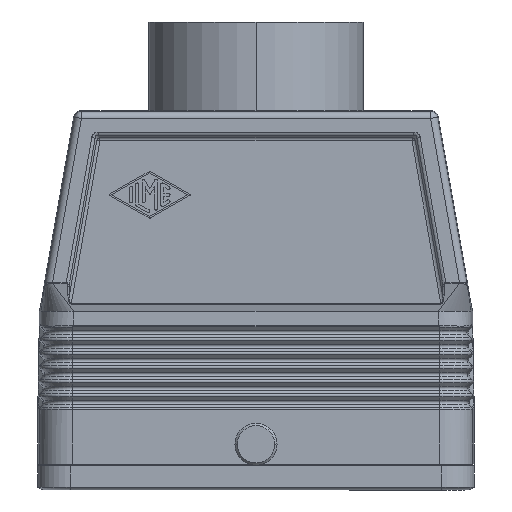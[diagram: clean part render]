
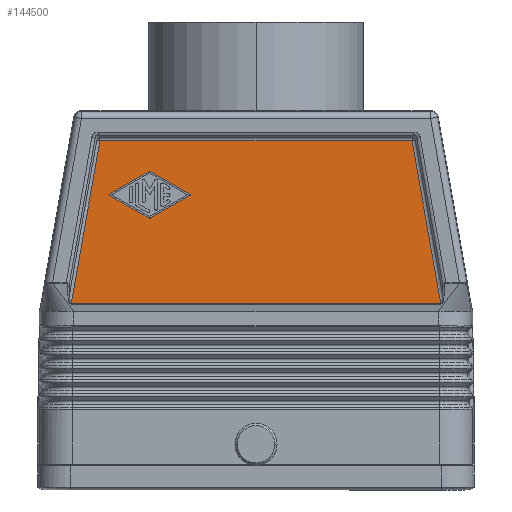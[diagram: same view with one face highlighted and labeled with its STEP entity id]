
A CAD part, left-side view. The second image highlights one B-rep face of the part: STEP entity #144500.
In plain terms, the highlighted planar face has unit normal (-1, 0, 0).
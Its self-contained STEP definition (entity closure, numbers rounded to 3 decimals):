
#86160=CARTESIAN_POINT('',(374.083,-12.317,
48.893));
#86170=DIRECTION('',(1.,0.,0.));
#86180=DIRECTION('',(0.,1.,0.));
#86190=AXIS2_PLACEMENT_3D('',#86160,#86170,#86180);
#86200=PLANE('',#86190);
#137530=CARTESIAN_POINT('',(374.083,56.725,
34.925));
#137540=VERTEX_POINT('',#137530);
#137570=CARTESIAN_POINT('',(374.083,-2.633,
34.925));
#137580=DIRECTION('',(0.,-1.,0.));
#137590=VECTOR('',#137580,1.);
#137600=LINE('',#137570,#137590);
#137610=CARTESIAN_POINT('',(374.083,-22.413,
34.925));
#137620=VERTEX_POINT('',#137610);
#137630=EDGE_CURVE('',#137540,#137620,#137600,.T.);
#141770=CARTESIAN_POINT('',(374.083,-16.265,
69.818));
#141780=VERTEX_POINT('',#141770);
#141830=CARTESIAN_POINT('',(374.083,44.373,
69.818));
#141840=DIRECTION('',(0.,1.,0.));
#141850=VECTOR('',#141840,1.);
#141860=LINE('',#141830,#141850);
#141870=CARTESIAN_POINT('',(374.083,50.578,
69.818));
#141880=VERTEX_POINT('',#141870);
#141890=EDGE_CURVE('',#141780,#141880,#141860,.T.);
#143020=CARTESIAN_POINT('',(374.083,-26.411,
12.233));
#143030=DIRECTION('',(0.,-0.174,-0.985));
#143040=VECTOR('',#143030,1.);
#143050=LINE('',#143020,#143040);
#143060=EDGE_CURVE('',#141780,#137620,#143050,.T.);
#143690=ORIENTED_EDGE('',*,*,#137630,.T.);
#143700=CARTESIAN_POINT('',(374.083,60.723,
12.233));
#143710=DIRECTION('',(0.,0.174,-0.985));
#143720=VECTOR('',#143710,1.);
#143730=LINE('',#143700,#143720);
#143740=EDGE_CURVE('',#141880,#137540,#143730,.T.);
#143750=ORIENTED_EDGE('',*,*,#143740,.T.);
#143760=ORIENTED_EDGE('',*,*,#141890,.T.);
#143770=ORIENTED_EDGE('',*,*,#143060,.F.);
#143780=EDGE_LOOP('',(#143770,#143760,#143750,#143690));
#143790=FACE_OUTER_BOUND('',#143780,.T.);
#143800=CARTESIAN_POINT('',(374.083,44.373,
65.836));
#143810=DIRECTION('',(0.,0.868,0.496));
#143820=VECTOR('',#143810,1.);
#143830=LINE('',#143800,#143820);
#143840=CARTESIAN_POINT('',(374.083,31.324,
58.377));
#143850=VERTEX_POINT('',#143840);
#143860=CARTESIAN_POINT('',(374.083,39.741,
63.188));
#143870=VERTEX_POINT('',#143860);
#143880=EDGE_CURVE('',#143850,#143870,#143830,.T.);
#143890=ORIENTED_EDGE('',*,*,#143880,.F.);
#143900=CARTESIAN_POINT('',(374.083,39.906,
62.899));
#143910=DIRECTION('',(-1.,0.,0.));
#143920=DIRECTION('',(0.,-1.,0.));
#143930=AXIS2_PLACEMENT_3D('',#143900,#143910,#143920);
#143940=CIRCLE('',#143930,0.333);
#143950=CARTESIAN_POINT('',(374.083,40.072,
63.188));
#143960=VERTEX_POINT('',#143950);
#143970=EDGE_CURVE('',#143870,#143960,#143940,.T.);
#143980=ORIENTED_EDGE('',*,*,#143970,.F.);
#143990=CARTESIAN_POINT('',(374.083,44.373,
60.73));
#144000=DIRECTION('',(0.,0.868,-0.496));
#144010=VECTOR('',#144000,1.);
#144020=LINE('',#143990,#144010);
#144030=CARTESIAN_POINT('',(374.083,48.488,
58.377));
#144040=VERTEX_POINT('',#144030);
#144050=EDGE_CURVE('',#143960,#144040,#144020,.T.);
#144060=ORIENTED_EDGE('',*,*,#144050,.F.);
#144070=CARTESIAN_POINT('',(374.083,48.405,
58.233));
#144080=DIRECTION('',(-1.,0.,0.));
#144090=DIRECTION('',(0.,-1.,0.));
#144100=AXIS2_PLACEMENT_3D('',#144070,#144080,#144090);
#144110=CIRCLE('',#144100,0.167);
#144120=CARTESIAN_POINT('',(374.083,48.488,
58.088));
#144130=VERTEX_POINT('',#144120);
#144140=EDGE_CURVE('',#144040,#144130,#144110,.T.);
#144150=ORIENTED_EDGE('',*,*,#144140,.F.);
#144160=CARTESIAN_POINT('',(374.083,44.373,
55.735));
#144170=DIRECTION('',(0.,-0.868,-0.496));
#144180=VECTOR('',#144170,1.);
#144190=LINE('',#144160,#144180);
#144200=CARTESIAN_POINT('',(374.083,40.072,
53.277));
#144210=VERTEX_POINT('',#144200);
#144220=EDGE_CURVE('',#144130,#144210,#144190,.T.);
#144230=ORIENTED_EDGE('',*,*,#144220,.F.);
#144240=CARTESIAN_POINT('',(374.083,39.906,
53.566));
#144250=DIRECTION('',(-1.,0.,0.));
#144260=DIRECTION('',(0.,-1.,0.));
#144270=AXIS2_PLACEMENT_3D('',#144240,#144250,#144260);
#144280=CIRCLE('',#144270,0.333);
#144290=CARTESIAN_POINT('',(374.083,39.741,
53.277));
#144300=VERTEX_POINT('',#144290);
#144310=EDGE_CURVE('',#144210,#144300,#144280,.T.);
#144320=ORIENTED_EDGE('',*,*,#144310,.F.);
#144330=CARTESIAN_POINT('',(374.083,44.373,
50.63));
#144340=DIRECTION('',(0.,-0.868,0.496));
#144350=VECTOR('',#144340,1.);
#144360=LINE('',#144330,#144350);
#144370=CARTESIAN_POINT('',(374.083,31.324,
58.088));
#144380=VERTEX_POINT('',#144370);
#144390=EDGE_CURVE('',#144300,#144380,#144360,.T.);
#144400=ORIENTED_EDGE('',*,*,#144390,.F.);
#144410=CARTESIAN_POINT('',(374.083,31.407,
58.233));
#144420=DIRECTION('',(-1.,0.,0.));
#144430=DIRECTION('',(0.,-1.,0.));
#144440=AXIS2_PLACEMENT_3D('',#144410,#144420,#144430);
#144450=CIRCLE('',#144440,0.167);
#144460=EDGE_CURVE('',#144380,#143850,#144450,.T.);
#144470=ORIENTED_EDGE('',*,*,#144460,.F.);
#144480=EDGE_LOOP('',(#144470,#144400,#144320,#144230,#144150,#144060,
#143980,#143890));
#144490=FACE_BOUND('',#144480,.T.);
#144500=ADVANCED_FACE('',(#143790,#144490),#86200,.F.);
